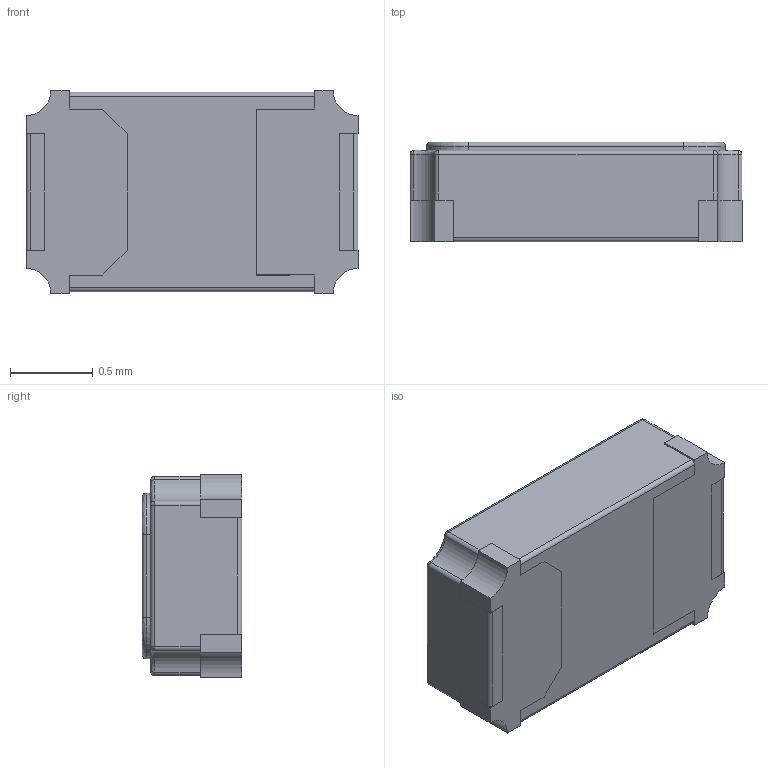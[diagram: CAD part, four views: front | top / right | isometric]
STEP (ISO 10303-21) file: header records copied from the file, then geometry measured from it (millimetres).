
FILE_DESCRIPTION (( 'STEP AP214' ), '1' );
FILE_NAME ('User Library-ABS06.STEP', '2013-09-18T11:51:24', ( 'Windows User' ), ( '' ), 'SwSTEP 2.0', 'SolidWorks 2013', '' );
FILE_SCHEMA (( 'AUTOMOTIVE_DESIGN' ));
Length unit declared in the file: centimetre
Products named in the file (5): User Library-ABS06_ABS06 Pads_2; User Library-ABS06_ABS06 Beschriftung_2; User Library-ABS06_ABS06 Body2_2; User Library-ABS06_ABS06 Body_2; User Library-ABS06
Assembly tree (4 placements, depth 2):
  User Library-ABS06
    User Library-ABS06_ABS06 Body_2
    User Library-ABS06_ABS06 Body2_2
    User Library-ABS06_ABS06 Beschriftung_2
    User Library-ABS06_ABS06 Pads_2
Bounding box: 2 x 0.6 x 1.22 mm (x, y, z)
Volume: 1.4 mm3; surface area: 17.6 mm2
Topology: 4 solids, 4 shells, 413 faces, 1116 edges, 724 vertices
Faces by surface type: bspline 228, plane 141, cylinder 44
Entity records: 18054 total; most frequent: CARTESIAN_POINT 4430, ORIENTED_EDGE 2224, DIRECTION 1160, EDGE_CURVE 1112, VERTEX_POINT 724, LINE 584, VECTOR 584, EDGE_LOOP 440
